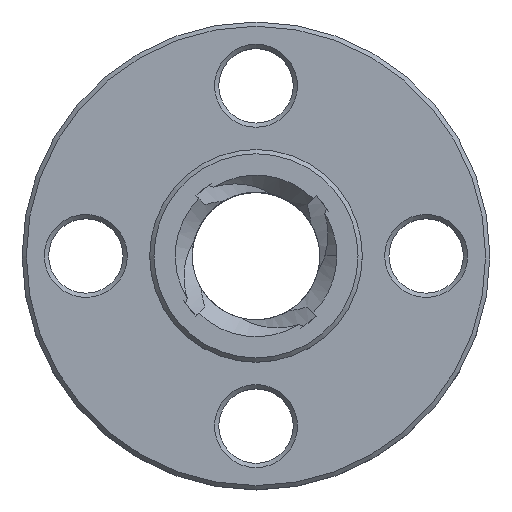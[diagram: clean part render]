
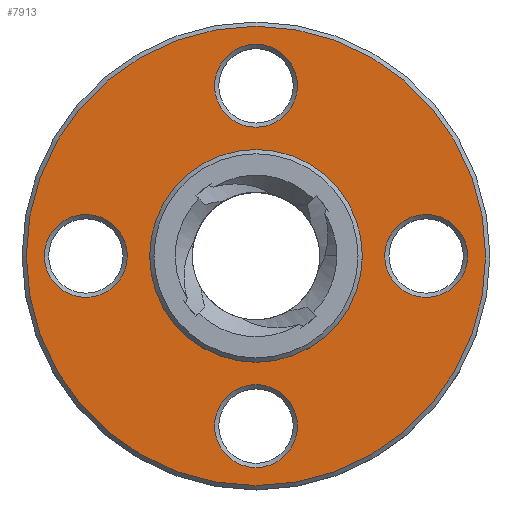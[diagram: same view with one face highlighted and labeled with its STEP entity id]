
A CAD part, top view. The second image highlights one B-rep face of the part: STEP entity #7913.
In plain terms, the highlighted planar face has unit normal (0, 0, 1).
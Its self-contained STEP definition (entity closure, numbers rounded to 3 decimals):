
#1176 = CYLINDRICAL_SURFACE('',#1177,5.);
#1177 = AXIS2_PLACEMENT_3D('',#1178,#1179,#1180);
#1178 = CARTESIAN_POINT('',(0.,0.,13.5));
#1179 = DIRECTION('',(0.,0.,1.));
#1180 = DIRECTION('',(1.,0.,0.));
#4162 = VERTEX_POINT('',#4163);
#4163 = CARTESIAN_POINT('',(5.,0.,13.5));
#4182 = EDGE_CURVE('',#4162,#4162,#4183,.T.);
#4183 = SURFACE_CURVE('',#4184,(#4189,#4195),.PCURVE_S1.);
#4184 = CIRCLE('',#4185,5.);
#4185 = AXIS2_PLACEMENT_3D('',#4186,#4187,#4188);
#4186 = CARTESIAN_POINT('',(0.,0.,13.5));
#4187 = DIRECTION('',(0.,0.,-1.));
#4188 = DIRECTION('',(1.,0.,0.));
#4189 = PCURVE('',#1176,#4190);
#4190 = DEFINITIONAL_REPRESENTATION('',(#4191),#4194);
#4191 = B_SPLINE_CURVE_WITH_KNOTS('',1,(#4192,#4193),.UNSPECIFIED.,.F.,
  .F.,(2,2),(0.,6.283),.PIECEWISE_BEZIER_KNOTS.);
#4192 = CARTESIAN_POINT('',(0.,0.));
#4193 = CARTESIAN_POINT('',(-6.283,0.));
#4194 = ( GEOMETRIC_REPRESENTATION_CONTEXT(2) 
PARAMETRIC_REPRESENTATION_CONTEXT() REPRESENTATION_CONTEXT('2D SPACE',''
  ) );
#4195 = PCURVE('',#4196,#4201);
#4196 = PLANE('',#4197);
#4197 = AXIS2_PLACEMENT_3D('',#4198,#4199,#4200);
#4198 = CARTESIAN_POINT('',(0.,0.,13.5));
#4199 = DIRECTION('',(0.,0.,-1.));
#4200 = DIRECTION('',(1.,0.,0.));
#4201 = DEFINITIONAL_REPRESENTATION('',(#4202),#4206);
#4202 = CIRCLE('',#4203,5.);
#4203 = AXIS2_PLACEMENT_2D('',#4204,#4205);
#4204 = CARTESIAN_POINT('',(0.,0.));
#4205 = DIRECTION('',(1.,0.));
#4206 = ( GEOMETRIC_REPRESENTATION_CONTEXT(2) 
PARAMETRIC_REPRESENTATION_CONTEXT() REPRESENTATION_CONTEXT('2D SPACE',''
  ) );
#7913 = ADVANCED_FACE('',(#7914,#7944,#7947,#7981,#8015,#8049),#4196,.F.
  );
#7914 = FACE_BOUND('',#7915,.F.);
#7915 = EDGE_LOOP('',(#7916));
#7916 = ORIENTED_EDGE('',*,*,#7917,.T.);
#7917 = EDGE_CURVE('',#7918,#7918,#7920,.T.);
#7918 = VERTEX_POINT('',#7919);
#7919 = CARTESIAN_POINT('',(10.8,0.,13.5));
#7920 = SURFACE_CURVE('',#7921,(#7926,#7933),.PCURVE_S1.);
#7921 = CIRCLE('',#7922,10.8);
#7922 = AXIS2_PLACEMENT_3D('',#7923,#7924,#7925);
#7923 = CARTESIAN_POINT('',(0.,0.,13.5));
#7924 = DIRECTION('',(0.,0.,-1.));
#7925 = DIRECTION('',(1.,0.,0.));
#7926 = PCURVE('',#4196,#7927);
#7927 = DEFINITIONAL_REPRESENTATION('',(#7928),#7932);
#7928 = CIRCLE('',#7929,10.8);
#7929 = AXIS2_PLACEMENT_2D('',#7930,#7931);
#7930 = CARTESIAN_POINT('',(0.,0.));
#7931 = DIRECTION('',(1.,0.));
#7932 = ( GEOMETRIC_REPRESENTATION_CONTEXT(2) 
PARAMETRIC_REPRESENTATION_CONTEXT() REPRESENTATION_CONTEXT('2D SPACE',''
  ) );
#7933 = PCURVE('',#7934,#7939);
#7934 = CONICAL_SURFACE('',#7935,11.,0.785);
#7935 = AXIS2_PLACEMENT_3D('',#7936,#7937,#7938);
#7936 = CARTESIAN_POINT('',(0.,0.,13.3));
#7937 = DIRECTION('',(0.,0.,-1.));
#7938 = DIRECTION('',(1.,0.,0.));
#7939 = DEFINITIONAL_REPRESENTATION('',(#7940),#7943);
#7940 = B_SPLINE_CURVE_WITH_KNOTS('',1,(#7941,#7942),.UNSPECIFIED.,.F.,
  .F.,(2,2),(0.,6.283),.PIECEWISE_BEZIER_KNOTS.);
#7941 = CARTESIAN_POINT('',(0.,-0.2));
#7942 = CARTESIAN_POINT('',(6.283,-0.2));
#7943 = ( GEOMETRIC_REPRESENTATION_CONTEXT(2) 
PARAMETRIC_REPRESENTATION_CONTEXT() REPRESENTATION_CONTEXT('2D SPACE',''
  ) );
#7944 = FACE_BOUND('',#7945,.F.);
#7945 = EDGE_LOOP('',(#7946));
#7946 = ORIENTED_EDGE('',*,*,#4182,.F.);
#7947 = FACE_BOUND('',#7948,.F.);
#7948 = EDGE_LOOP('',(#7949));
#7949 = ORIENTED_EDGE('',*,*,#7950,.T.);
#7950 = EDGE_CURVE('',#7951,#7951,#7953,.T.);
#7951 = VERTEX_POINT('',#7952);
#7952 = CARTESIAN_POINT('',(-9.95,0.,13.5));
#7953 = SURFACE_CURVE('',#7954,(#7959,#7970),.PCURVE_S1.);
#7954 = CIRCLE('',#7955,1.95);
#7955 = AXIS2_PLACEMENT_3D('',#7956,#7957,#7958);
#7956 = CARTESIAN_POINT('',(-8.,0.,13.5));
#7957 = DIRECTION('',(0.,0.,1.));
#7958 = DIRECTION('',(-1.,0.,0.));
#7959 = PCURVE('',#4196,#7960);
#7960 = DEFINITIONAL_REPRESENTATION('',(#7961),#7969);
#7961 = ( BOUNDED_CURVE() B_SPLINE_CURVE(2,(#7962,#7963,#7964,#7965,
#7966,#7967,#7968),.UNSPECIFIED.,.T.,.F.) B_SPLINE_CURVE_WITH_KNOTS((1,2
    ,2,2,2,1),(-2.094,0.,2.094,4.189,
6.283,8.378),.UNSPECIFIED.) CURVE() 
GEOMETRIC_REPRESENTATION_ITEM() RATIONAL_B_SPLINE_CURVE((1.,0.5,1.,0.5,
1.,0.5,1.)) REPRESENTATION_ITEM('') );
#7962 = CARTESIAN_POINT('',(-9.95,0.));
#7963 = CARTESIAN_POINT('',(-9.95,3.377));
#7964 = CARTESIAN_POINT('',(-7.025,1.689));
#7965 = CARTESIAN_POINT('',(-4.1,0.));
#7966 = CARTESIAN_POINT('',(-7.025,-1.689));
#7967 = CARTESIAN_POINT('',(-9.95,-3.377));
#7968 = CARTESIAN_POINT('',(-9.95,0.));
#7969 = ( GEOMETRIC_REPRESENTATION_CONTEXT(2) 
PARAMETRIC_REPRESENTATION_CONTEXT() REPRESENTATION_CONTEXT('2D SPACE',''
  ) );
#7970 = PCURVE('',#7971,#7976);
#7971 = CONICAL_SURFACE('',#7972,1.75,0.785);
#7972 = AXIS2_PLACEMENT_3D('',#7973,#7974,#7975);
#7973 = CARTESIAN_POINT('',(-8.,0.,13.3));
#7974 = DIRECTION('',(0.,0.,1.));
#7975 = DIRECTION('',(-1.,0.,0.));
#7976 = DEFINITIONAL_REPRESENTATION('',(#7977),#7980);
#7977 = B_SPLINE_CURVE_WITH_KNOTS('',1,(#7978,#7979),.UNSPECIFIED.,.F.,
  .F.,(2,2),(0.,6.283),.PIECEWISE_BEZIER_KNOTS.);
#7978 = CARTESIAN_POINT('',(0.,0.2));
#7979 = CARTESIAN_POINT('',(6.283,0.2));
#7980 = ( GEOMETRIC_REPRESENTATION_CONTEXT(2) 
PARAMETRIC_REPRESENTATION_CONTEXT() REPRESENTATION_CONTEXT('2D SPACE',''
  ) );
#7981 = FACE_BOUND('',#7982,.F.);
#7982 = EDGE_LOOP('',(#7983));
#7983 = ORIENTED_EDGE('',*,*,#7984,.T.);
#7984 = EDGE_CURVE('',#7985,#7985,#7987,.T.);
#7985 = VERTEX_POINT('',#7986);
#7986 = CARTESIAN_POINT('',(-1.95,8.,13.5));
#7987 = SURFACE_CURVE('',#7988,(#7993,#8004),.PCURVE_S1.);
#7988 = CIRCLE('',#7989,1.95);
#7989 = AXIS2_PLACEMENT_3D('',#7990,#7991,#7992);
#7990 = CARTESIAN_POINT('',(0.,8.,13.5));
#7991 = DIRECTION('',(0.,0.,1.));
#7992 = DIRECTION('',(-1.,0.,0.));
#7993 = PCURVE('',#4196,#7994);
#7994 = DEFINITIONAL_REPRESENTATION('',(#7995),#8003);
#7995 = ( BOUNDED_CURVE() B_SPLINE_CURVE(2,(#7996,#7997,#7998,#7999,
#8000,#8001,#8002),.UNSPECIFIED.,.T.,.F.) B_SPLINE_CURVE_WITH_KNOTS((1,2
    ,2,2,2,1),(-2.094,0.,2.094,4.189,
6.283,8.378),.UNSPECIFIED.) CURVE() 
GEOMETRIC_REPRESENTATION_ITEM() RATIONAL_B_SPLINE_CURVE((1.,0.5,1.,0.5,
1.,0.5,1.)) REPRESENTATION_ITEM('') );
#7996 = CARTESIAN_POINT('',(-1.95,-8.));
#7997 = CARTESIAN_POINT('',(-1.95,-4.623));
#7998 = CARTESIAN_POINT('',(0.975,-6.311));
#7999 = CARTESIAN_POINT('',(3.9,-8.));
#8000 = CARTESIAN_POINT('',(0.975,-9.689));
#8001 = CARTESIAN_POINT('',(-1.95,-11.377));
#8002 = CARTESIAN_POINT('',(-1.95,-8.));
#8003 = ( GEOMETRIC_REPRESENTATION_CONTEXT(2) 
PARAMETRIC_REPRESENTATION_CONTEXT() REPRESENTATION_CONTEXT('2D SPACE',''
  ) );
#8004 = PCURVE('',#8005,#8010);
#8005 = CONICAL_SURFACE('',#8006,1.75,0.785);
#8006 = AXIS2_PLACEMENT_3D('',#8007,#8008,#8009);
#8007 = CARTESIAN_POINT('',(0.,8.,13.3));
#8008 = DIRECTION('',(0.,0.,1.));
#8009 = DIRECTION('',(-1.,0.,0.));
#8010 = DEFINITIONAL_REPRESENTATION('',(#8011),#8014);
#8011 = B_SPLINE_CURVE_WITH_KNOTS('',1,(#8012,#8013),.UNSPECIFIED.,.F.,
  .F.,(2,2),(0.,6.283),.PIECEWISE_BEZIER_KNOTS.);
#8012 = CARTESIAN_POINT('',(0.,0.2));
#8013 = CARTESIAN_POINT('',(6.283,0.2));
#8014 = ( GEOMETRIC_REPRESENTATION_CONTEXT(2) 
PARAMETRIC_REPRESENTATION_CONTEXT() REPRESENTATION_CONTEXT('2D SPACE',''
  ) );
#8015 = FACE_BOUND('',#8016,.F.);
#8016 = EDGE_LOOP('',(#8017));
#8017 = ORIENTED_EDGE('',*,*,#8018,.T.);
#8018 = EDGE_CURVE('',#8019,#8019,#8021,.T.);
#8019 = VERTEX_POINT('',#8020);
#8020 = CARTESIAN_POINT('',(6.05,0.,13.5));
#8021 = SURFACE_CURVE('',#8022,(#8027,#8038),.PCURVE_S1.);
#8022 = CIRCLE('',#8023,1.95);
#8023 = AXIS2_PLACEMENT_3D('',#8024,#8025,#8026);
#8024 = CARTESIAN_POINT('',(8.,0.,13.5));
#8025 = DIRECTION('',(0.,0.,1.));
#8026 = DIRECTION('',(-1.,0.,0.));
#8027 = PCURVE('',#4196,#8028);
#8028 = DEFINITIONAL_REPRESENTATION('',(#8029),#8037);
#8029 = ( BOUNDED_CURVE() B_SPLINE_CURVE(2,(#8030,#8031,#8032,#8033,
#8034,#8035,#8036),.UNSPECIFIED.,.T.,.F.) B_SPLINE_CURVE_WITH_KNOTS((1,2
    ,2,2,2,1),(-2.094,0.,2.094,4.189,
6.283,8.378),.UNSPECIFIED.) CURVE() 
GEOMETRIC_REPRESENTATION_ITEM() RATIONAL_B_SPLINE_CURVE((1.,0.5,1.,0.5,
1.,0.5,1.)) REPRESENTATION_ITEM('') );
#8030 = CARTESIAN_POINT('',(6.05,0.));
#8031 = CARTESIAN_POINT('',(6.05,3.377));
#8032 = CARTESIAN_POINT('',(8.975,1.689));
#8033 = CARTESIAN_POINT('',(11.9,0.));
#8034 = CARTESIAN_POINT('',(8.975,-1.689));
#8035 = CARTESIAN_POINT('',(6.05,-3.377));
#8036 = CARTESIAN_POINT('',(6.05,0.));
#8037 = ( GEOMETRIC_REPRESENTATION_CONTEXT(2) 
PARAMETRIC_REPRESENTATION_CONTEXT() REPRESENTATION_CONTEXT('2D SPACE',''
  ) );
#8038 = PCURVE('',#8039,#8044);
#8039 = CONICAL_SURFACE('',#8040,1.75,0.785);
#8040 = AXIS2_PLACEMENT_3D('',#8041,#8042,#8043);
#8041 = CARTESIAN_POINT('',(8.,0.,13.3));
#8042 = DIRECTION('',(0.,0.,1.));
#8043 = DIRECTION('',(-1.,0.,0.));
#8044 = DEFINITIONAL_REPRESENTATION('',(#8045),#8048);
#8045 = B_SPLINE_CURVE_WITH_KNOTS('',1,(#8046,#8047),.UNSPECIFIED.,.F.,
  .F.,(2,2),(0.,6.283),.PIECEWISE_BEZIER_KNOTS.);
#8046 = CARTESIAN_POINT('',(0.,0.2));
#8047 = CARTESIAN_POINT('',(6.283,0.2));
#8048 = ( GEOMETRIC_REPRESENTATION_CONTEXT(2) 
PARAMETRIC_REPRESENTATION_CONTEXT() REPRESENTATION_CONTEXT('2D SPACE',''
  ) );
#8049 = FACE_BOUND('',#8050,.F.);
#8050 = EDGE_LOOP('',(#8051));
#8051 = ORIENTED_EDGE('',*,*,#8052,.T.);
#8052 = EDGE_CURVE('',#8053,#8053,#8055,.T.);
#8053 = VERTEX_POINT('',#8054);
#8054 = CARTESIAN_POINT('',(-1.95,-8.,13.5));
#8055 = SURFACE_CURVE('',#8056,(#8061,#8072),.PCURVE_S1.);
#8056 = CIRCLE('',#8057,1.95);
#8057 = AXIS2_PLACEMENT_3D('',#8058,#8059,#8060);
#8058 = CARTESIAN_POINT('',(0.,-8.,13.5));
#8059 = DIRECTION('',(0.,0.,1.));
#8060 = DIRECTION('',(-1.,0.,0.));
#8061 = PCURVE('',#4196,#8062);
#8062 = DEFINITIONAL_REPRESENTATION('',(#8063),#8071);
#8063 = ( BOUNDED_CURVE() B_SPLINE_CURVE(2,(#8064,#8065,#8066,#8067,
#8068,#8069,#8070),.UNSPECIFIED.,.T.,.F.) B_SPLINE_CURVE_WITH_KNOTS((1,2
    ,2,2,2,1),(-2.094,0.,2.094,4.189,
6.283,8.378),.UNSPECIFIED.) CURVE() 
GEOMETRIC_REPRESENTATION_ITEM() RATIONAL_B_SPLINE_CURVE((1.,0.5,1.,0.5,
1.,0.5,1.)) REPRESENTATION_ITEM('') );
#8064 = CARTESIAN_POINT('',(-1.95,8.));
#8065 = CARTESIAN_POINT('',(-1.95,11.377));
#8066 = CARTESIAN_POINT('',(0.975,9.689));
#8067 = CARTESIAN_POINT('',(3.9,8.));
#8068 = CARTESIAN_POINT('',(0.975,6.311));
#8069 = CARTESIAN_POINT('',(-1.95,4.623));
#8070 = CARTESIAN_POINT('',(-1.95,8.));
#8071 = ( GEOMETRIC_REPRESENTATION_CONTEXT(2) 
PARAMETRIC_REPRESENTATION_CONTEXT() REPRESENTATION_CONTEXT('2D SPACE',''
  ) );
#8072 = PCURVE('',#8073,#8078);
#8073 = CONICAL_SURFACE('',#8074,1.75,0.785);
#8074 = AXIS2_PLACEMENT_3D('',#8075,#8076,#8077);
#8075 = CARTESIAN_POINT('',(0.,-8.,13.3));
#8076 = DIRECTION('',(0.,0.,1.));
#8077 = DIRECTION('',(-1.,0.,0.));
#8078 = DEFINITIONAL_REPRESENTATION('',(#8079),#8082);
#8079 = B_SPLINE_CURVE_WITH_KNOTS('',1,(#8080,#8081),.UNSPECIFIED.,.F.,
  .F.,(2,2),(0.,6.283),.PIECEWISE_BEZIER_KNOTS.);
#8080 = CARTESIAN_POINT('',(0.,0.2));
#8081 = CARTESIAN_POINT('',(6.283,0.2));
#8082 = ( GEOMETRIC_REPRESENTATION_CONTEXT(2) 
PARAMETRIC_REPRESENTATION_CONTEXT() REPRESENTATION_CONTEXT('2D SPACE',''
  ) );
